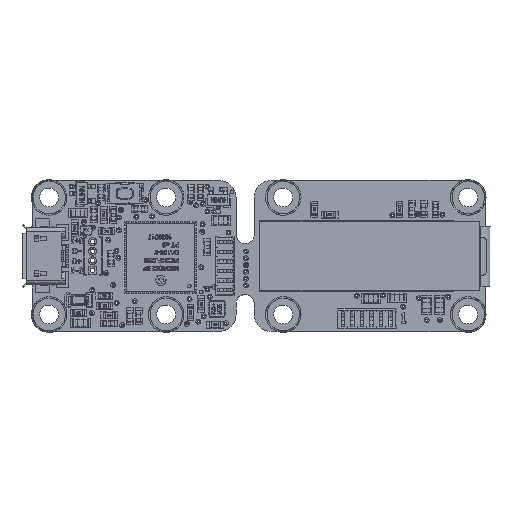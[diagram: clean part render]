
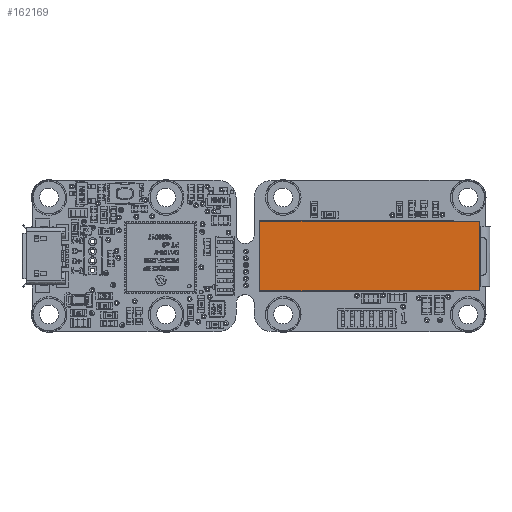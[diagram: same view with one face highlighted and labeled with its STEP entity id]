
A CAD part, top view. The second image highlights one B-rep face of the part: STEP entity #162169.
In plain terms, the highlighted free-form (B-spline) face has degree [1, 1] with [2, 2] control points.
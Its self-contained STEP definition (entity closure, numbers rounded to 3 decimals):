
#162071 = VERTEX_POINT('',#162072);
#162072 = CARTESIAN_POINT('',(40.333,19.314,
    5.613));
#162077 = EDGE_CURVE('',#162078,#162071,#162080,.T.);
#162078 = VERTEX_POINT('',#162079);
#162079 = CARTESIAN_POINT('',(76.839,19.314,
    5.613));
#162080 = B_SPLINE_CURVE_WITH_KNOTS('',1,(#162081,#162082),
  .UNSPECIFIED.,.F.,.F.,(2,2),(0.,29.1),.PIECEWISE_BEZIER_KNOTS.);
#162081 = CARTESIAN_POINT('',(76.839,19.314,
    5.613));
#162082 = CARTESIAN_POINT('',(40.333,19.314,
    5.613));
#162105 = VERTEX_POINT('',#162106);
#162106 = CARTESIAN_POINT('',(40.333,7.772,
    5.613));
#162111 = EDGE_CURVE('',#162071,#162105,#162112,.T.);
#162112 = B_SPLINE_CURVE_WITH_KNOTS('',1,(#162113,#162114),
  .UNSPECIFIED.,.F.,.F.,(2,2),(0.,9.2),.PIECEWISE_BEZIER_KNOTS.);
#162113 = CARTESIAN_POINT('',(40.333,19.314,
    5.613));
#162114 = CARTESIAN_POINT('',(40.333,7.772,
    5.613));
#162133 = VERTEX_POINT('',#162134);
#162134 = CARTESIAN_POINT('',(76.839,7.772,
    5.613));
#162139 = EDGE_CURVE('',#162105,#162133,#162140,.T.);
#162140 = B_SPLINE_CURVE_WITH_KNOTS('',1,(#162141,#162142),
  .UNSPECIFIED.,.F.,.F.,(2,2),(0.,29.1),.PIECEWISE_BEZIER_KNOTS.);
#162141 = CARTESIAN_POINT('',(40.333,7.772,
    5.613));
#162142 = CARTESIAN_POINT('',(76.839,7.772,
    5.613));
#162159 = EDGE_CURVE('',#162133,#162078,#162160,.T.);
#162160 = B_SPLINE_CURVE_WITH_KNOTS('',1,(#162161,#162162),
  .UNSPECIFIED.,.F.,.F.,(2,2),(0.,9.2),.PIECEWISE_BEZIER_KNOTS.);
#162161 = CARTESIAN_POINT('',(76.839,7.772,
    5.613));
#162162 = CARTESIAN_POINT('',(76.839,19.314,
    5.613));
#162169 = ADVANCED_FACE('',(#162170),#162176,.T.);
#162170 = FACE_BOUND('',#162171,.T.);
#162171 = EDGE_LOOP('',(#162172,#162173,#162174,#162175));
#162172 = ORIENTED_EDGE('',*,*,#162077,.T.);
#162173 = ORIENTED_EDGE('',*,*,#162111,.T.);
#162174 = ORIENTED_EDGE('',*,*,#162139,.T.);
#162175 = ORIENTED_EDGE('',*,*,#162159,.T.);
#162176 = B_SPLINE_SURFACE_WITH_KNOTS('',1,1,(
    (#162177,#162178)
    ,(#162179,#162180
  )),.UNSPECIFIED.,.F.,.F.,.F.,(2,2),(2,2),(-29.1,0.),(0.,9.2),
  .PIECEWISE_BEZIER_KNOTS.);
#162177 = CARTESIAN_POINT('',(76.839,19.314,
    5.613));
#162178 = CARTESIAN_POINT('',(76.839,7.772,
    5.613));
#162179 = CARTESIAN_POINT('',(40.333,19.314,
    5.613));
#162180 = CARTESIAN_POINT('',(40.333,7.772,
    5.613));
